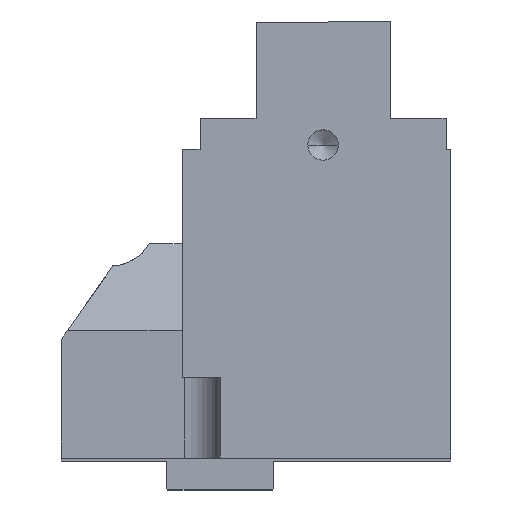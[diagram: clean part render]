
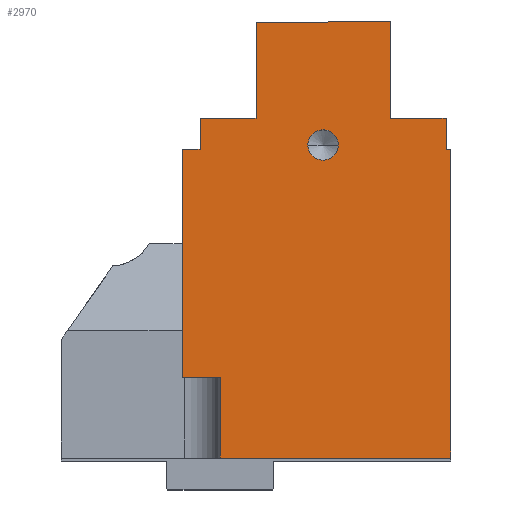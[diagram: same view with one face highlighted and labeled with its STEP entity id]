
A CAD part, top view. The second image highlights one B-rep face of the part: STEP entity #2970.
In plain terms, the highlighted planar face has unit normal (0, 0, 1).
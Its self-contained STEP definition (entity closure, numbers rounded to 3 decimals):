
#17 = DIRECTION ( 'NONE',  ( 0., 1., 0. ) ) ;
#55 = CARTESIAN_POINT ( 'NONE',  ( 0., 7., 58. ) ) ;
#140 = DIRECTION ( 'NONE',  ( 0., 1., 0. ) ) ;
#203 = CARTESIAN_POINT ( 'NONE',  ( 0., 0., 58. ) ) ;
#228 = DIRECTION ( 'NONE',  ( 0., -1., 0. ) ) ;
#257 = LINE ( 'NONE', #2728, #813 ) ;
#260 = DIRECTION ( 'NONE',  ( -1., 0., 0. ) ) ;
#274 = DIRECTION ( 'NONE',  ( 1., 0., 0. ) ) ;
#383 = ORIENTED_EDGE ( 'NONE', *, *, #2727, .T. ) ;
#417 = VERTEX_POINT ( 'NONE', #4680 ) ;
#524 = LINE ( 'NONE', #1671, #6592 ) ;
#527 = EDGE_CURVE ( 'NONE', #3908, #3369, #4921, .T. ) ;
#542 = ORIENTED_EDGE ( 'NONE', *, *, #3411, .T. ) ;
#617 = CARTESIAN_POINT ( 'NONE',  ( 0., 76., 58. ) ) ;
#669 = DIRECTION ( 'NONE',  ( 0., -1., 0. ) ) ;
#717 = VERTEX_POINT ( 'NONE', #5416 ) ;
#721 = CARTESIAN_POINT ( 'NONE',  ( -43.5, 104.5, 58. ) ) ;
#813 = VECTOR ( 'NONE', #669, 1000. ) ;
#815 = VERTEX_POINT ( 'NONE', #5011 ) ;
#836 = LINE ( 'NONE', #3397, #4492 ) ;
#1001 = AXIS2_PLACEMENT_3D ( 'NONE', #1260, #1834, #6318 ) ;
#1040 = EDGE_CURVE ( 'NONE', #1745, #3459, #2233, .T. ) ;
#1104 = LINE ( 'NONE', #203, #2793 ) ;
#1116 = CARTESIAN_POINT ( 'NONE',  ( -1., 104.5, 58. ) ) ;
#1117 = DIRECTION ( 'NONE',  ( -1., 0., 0. ) ) ;
#1130 = DIRECTION ( 'NONE',  ( 0., 0., -1. ) ) ;
#1147 = FACE_OUTER_BOUND ( 'NONE', #4844, .T. ) ;
#1182 = DIRECTION ( 'NONE',  ( -1., 0., 0. ) ) ;
#1260 = CARTESIAN_POINT ( 'NONE',  ( 0., 104.5, 58. ) ) ;
#1284 = CARTESIAN_POINT ( 'NONE',  ( 0., 76., 58. ) ) ;
#1474 = VECTOR ( 'NONE', #2313, 1000. ) ;
#1502 = LINE ( 'NONE', #1284, #4353 ) ;
#1671 = CARTESIAN_POINT ( 'NONE',  ( 0., 104.5, 58. ) ) ;
#1694 = CARTESIAN_POINT ( 'NONE',  ( 0., 76., 58. ) ) ;
#1702 = ORIENTED_EDGE ( 'NONE', *, *, #5254, .T. ) ;
#1729 = VECTOR ( 'NONE', #5703, 1000. ) ;
#1745 = VERTEX_POINT ( 'NONE', #4186 ) ;
#1834 = DIRECTION ( 'NONE',  ( 0., 0., 1. ) ) ;
#1881 = ORIENTED_EDGE ( 'NONE', *, *, #4991, .T. ) ;
#1887 = CARTESIAN_POINT ( 'NONE',  ( -43.5, 104.5, 58. ) ) ;
#1919 = ORIENTED_EDGE ( 'NONE', *, *, #527, .T. ) ;
#1956 = VERTEX_POINT ( 'NONE', #6424 ) ;
#2208 = EDGE_CURVE ( 'NONE', #5966, #3908, #524, .T. ) ;
#2233 = CIRCLE ( 'NONE', #5731, 3.4 ) ;
#2241 = VERTEX_POINT ( 'NONE', #1694 ) ;
#2246 = EDGE_CURVE ( 'NONE', #2241, #1956, #4342, .T. ) ;
#2302 = VERTEX_POINT ( 'NONE', #5698 ) ;
#2313 = DIRECTION ( 'NONE',  ( 0., -1., 0. ) ) ;
#2359 = VECTOR ( 'NONE', #4528, 1000. ) ;
#2375 = EDGE_CURVE ( 'NONE', #3459, #1745, #4969, .T. ) ;
#2448 = VECTOR ( 'NONE', #260, 1000. ) ;
#2461 = CARTESIAN_POINT ( 'NONE',  ( -13.5, 104.5, 58. ) ) ;
#2665 = DIRECTION ( 'NONE',  ( 1., 0., 0. ) ) ;
#2717 = CARTESIAN_POINT ( 'NONE',  ( -13.5, 83., 58. ) ) ;
#2727 = EDGE_CURVE ( 'NONE', #717, #4089, #4170, .T. ) ;
#2728 = CARTESIAN_POINT ( 'NONE',  ( -60., 104.5, 58. ) ) ;
#2730 = CARTESIAN_POINT ( 'NONE',  ( -60., 25., 58. ) ) ;
#2732 = CARTESIAN_POINT ( 'NONE',  ( -28.5, 77., 58. ) ) ;
#2793 = VECTOR ( 'NONE', #140, 1000. ) ;
#2796 = ORIENTED_EDGE ( 'NONE', *, *, #1040, .T. ) ;
#2826 = VERTEX_POINT ( 'NONE', #2730 ) ;
#2937 = ORIENTED_EDGE ( 'NONE', *, *, #2208, .T. ) ;
#2970 = ADVANCED_FACE ( 'NONE', ( #3385, #1147 ), #3800, .T. ) ;
#3023 = LINE ( 'NONE', #3374, #1474 ) ;
#3076 = ORIENTED_EDGE ( 'NONE', *, *, #3779, .T. ) ;
#3090 = CARTESIAN_POINT ( 'NONE',  ( -56., 83., 58. ) ) ;
#3301 = ORIENTED_EDGE ( 'NONE', *, *, #4611, .T. ) ;
#3340 = CARTESIAN_POINT ( 'NONE',  ( 0., 25., 58. ) ) ;
#3369 = VERTEX_POINT ( 'NONE', #4600 ) ;
#3374 = CARTESIAN_POINT ( 'NONE',  ( -56., 104.5, 58. ) ) ;
#3386 = ORIENTED_EDGE ( 'NONE', *, *, #4444, .T. ) ;
#3385 = FACE_BOUND ( 'NONE', #3754, .T. ) ;
#3397 = CARTESIAN_POINT ( 'NONE',  ( -51.5, 104.5, 58. ) ) ;
#3411 = EDGE_CURVE ( 'NONE', #4830, #5966, #5143, .T. ) ;
#3445 = VECTOR ( 'NONE', #228, 1000. ) ;
#3459 = VERTEX_POINT ( 'NONE', #6339 ) ;
#3535 = ORIENTED_EDGE ( 'NONE', *, *, #4359, .T. ) ;
#3569 = CARTESIAN_POINT ( 'NONE',  ( 0., 83., 58. ) ) ;
#3577 = VERTEX_POINT ( 'NONE', #6000 ) ;
#3621 = VECTOR ( 'NONE', #17, 1000. ) ;
#3754 = EDGE_LOOP ( 'NONE', ( #6475, #2796 ) ) ;
#3779 = EDGE_CURVE ( 'NONE', #2826, #815, #4563, .T. ) ;
#3787 = DIRECTION ( 'NONE',  ( 0., 0., -1. ) ) ;
#3800 = PLANE ( 'NONE',  #1001 ) ;
#3908 = VERTEX_POINT ( 'NONE', #1887 ) ;
#4014 = VERTEX_POINT ( 'NONE', #3090 ) ;
#4089 = VERTEX_POINT ( 'NONE', #5150 ) ;
#4170 = LINE ( 'NONE', #55, #5663 ) ;
#4186 = CARTESIAN_POINT ( 'NONE',  ( -31.9, 77., 58. ) ) ;
#4342 = LINE ( 'NONE', #617, #5547 ) ;
#4353 = VECTOR ( 'NONE', #6370, 1000. ) ;
#4359 = EDGE_CURVE ( 'NONE', #815, #717, #836, .T. ) ;
#4444 = EDGE_CURVE ( 'NONE', #3577, #4830, #5759, .T. ) ;
#4445 = EDGE_CURVE ( 'NONE', #4014, #417, #3023, .T. ) ;
#4476 = LINE ( 'NONE', #3569, #2359 ) ;
#4492 = VECTOR ( 'NONE', #5909, 1000. ) ;
#4528 = DIRECTION ( 'NONE',  ( -1., 0., 0. ) ) ;
#4563 = LINE ( 'NONE', #3340, #4953 ) ;
#4600 = CARTESIAN_POINT ( 'NONE',  ( -43.5, 83., 58. ) ) ;
#4609 = DIRECTION ( 'NONE',  ( 1., 0., 0. ) ) ;
#4611 = EDGE_CURVE ( 'NONE', #3369, #4014, #4476, .T. ) ;
#4680 = CARTESIAN_POINT ( 'NONE',  ( -56., 76., 58. ) ) ;
#4694 = EDGE_CURVE ( 'NONE', #1956, #3577, #5513, .T. ) ;
#4781 = DIRECTION ( 'NONE',  ( 1., 0., 0. ) ) ;
#4830 = VERTEX_POINT ( 'NONE', #2717 ) ;
#4844 = EDGE_LOOP ( 'NONE', ( #6527, #1881, #1702, #3076, #3535, #383, #6067, #6212, #5019, #3386, #542, #2937, #1919, #3301 ) ) ;
#4921 = LINE ( 'NONE', #721, #3445 ) ;
#4953 = VECTOR ( 'NONE', #274, 1000. ) ;
#4969 = CIRCLE ( 'NONE', #6351, 3.4 ) ;
#4991 = EDGE_CURVE ( 'NONE', #417, #2302, #1502, .T. ) ;
#5011 = CARTESIAN_POINT ( 'NONE',  ( -51.5, 25., 58. ) ) ;
#5019 = ORIENTED_EDGE ( 'NONE', *, *, #4694, .T. ) ;
#5143 = LINE ( 'NONE', #5356, #1729 ) ;
#5150 = CARTESIAN_POINT ( 'NONE',  ( 0., 7., 58. ) ) ;
#5254 = EDGE_CURVE ( 'NONE', #2302, #2826, #257, .T. ) ;
#5286 = CARTESIAN_POINT ( 'NONE',  ( -28.5, 77., 58. ) ) ;
#5335 = CARTESIAN_POINT ( 'NONE',  ( 0., 83., 58. ) ) ;
#5356 = CARTESIAN_POINT ( 'NONE',  ( -13.5, 104.5, 58. ) ) ;
#5416 = CARTESIAN_POINT ( 'NONE',  ( -51.5, 7., 58. ) ) ;
#5513 = LINE ( 'NONE', #1116, #3621 ) ;
#5547 = VECTOR ( 'NONE', #1182, 1000. ) ;
#5663 = VECTOR ( 'NONE', #4609, 1000. ) ;
#5698 = CARTESIAN_POINT ( 'NONE',  ( -60., 76., 58. ) ) ;
#5703 = DIRECTION ( 'NONE',  ( 0., 1., 0. ) ) ;
#5715 = EDGE_CURVE ( 'NONE', #4089, #2241, #1104, .T. ) ;
#5731 = AXIS2_PLACEMENT_3D ( 'NONE', #2732, #1130, #2665 ) ;
#5759 = LINE ( 'NONE', #5335, #2448 ) ;
#5909 = DIRECTION ( 'NONE',  ( 0., -1., 0. ) ) ;
#5966 = VERTEX_POINT ( 'NONE', #2461 ) ;
#6000 = CARTESIAN_POINT ( 'NONE',  ( -1., 83., 58. ) ) ;
#6067 = ORIENTED_EDGE ( 'NONE', *, *, #5715, .T. ) ;
#6212 = ORIENTED_EDGE ( 'NONE', *, *, #2246, .T. ) ;
#6318 = DIRECTION ( 'NONE',  ( 1., 0., 0. ) ) ;
#6339 = CARTESIAN_POINT ( 'NONE',  ( -25.1, 77., 58. ) ) ;
#6351 = AXIS2_PLACEMENT_3D ( 'NONE', #5286, #3787, #4781 ) ;
#6370 = DIRECTION ( 'NONE',  ( -1., 0., 0. ) ) ;
#6424 = CARTESIAN_POINT ( 'NONE',  ( -1., 76., 58. ) ) ;
#6475 = ORIENTED_EDGE ( 'NONE', *, *, #2375, .T. ) ;
#6527 = ORIENTED_EDGE ( 'NONE', *, *, #4445, .T. ) ;
#6592 = VECTOR ( 'NONE', #1117, 1000. ) ;
